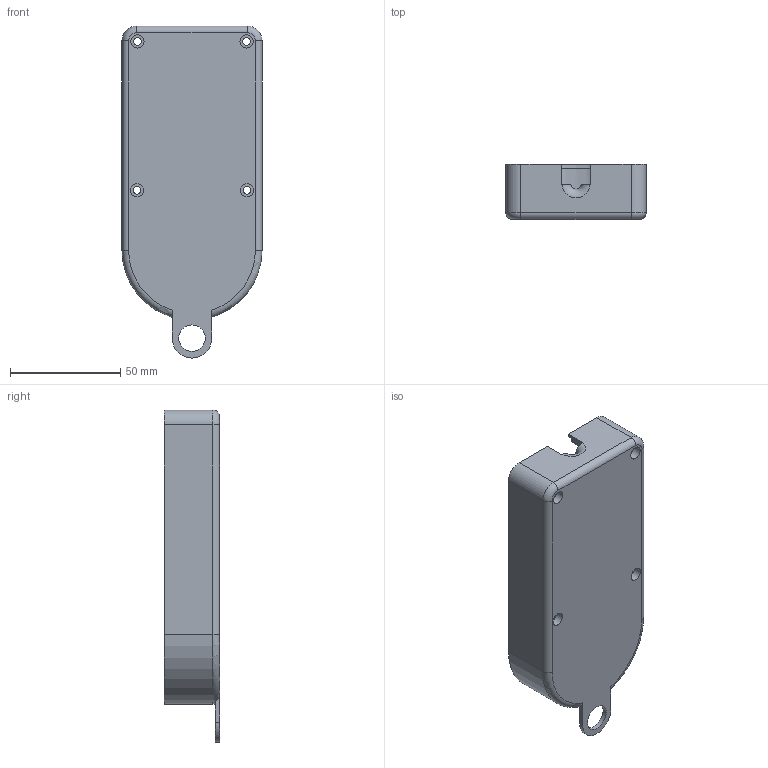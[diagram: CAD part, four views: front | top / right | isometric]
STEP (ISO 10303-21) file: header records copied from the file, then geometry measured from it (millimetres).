
FILE_DESCRIPTION(/* description */ (''),/* implementation_level */ '2;1');
FILE_NAME(/* name */ 'Component2.step',/* time_stamp */ '2023-12-05T14:28:34-07:00',/* author */ (''),/* organization */ (''),/* preprocessor_version */ 'ST-DEVELOPER v20',/* originating_system */ 'Autodesk Translation Framework v12.14.0.127',/* authorisation */ '');
FILE_SCHEMA (('AUTOMOTIVE_DESIGN { 1 0 10303 214 3 1 1 }'));
Length unit declared in the file: millimetre
Products named in the file (1): FusionComponent
Bounding box: 63.6 x 25 x 150.8 mm (x, y, z)
Volume: 44848.4 mm3; surface area: 33764.2 mm2
Topology: 1 solids, 1 shells, 107 faces, 271 edges, 170 vertices
Faces by surface type: plane 41, cylinder 35, bspline 27, torus 4
Full cylindrical faces by diameter (mm): 3.5 x4, 6 x4, 12 x1
Entity records: 4338 total; most frequent: CARTESIAN_POINT 1912, ORIENTED_EDGE 542, DIRECTION 408, EDGE_CURVE 271, VERTEX_POINT 170, AXIS2_PLACEMENT_3D 144, EDGE_LOOP 121, LINE 120
